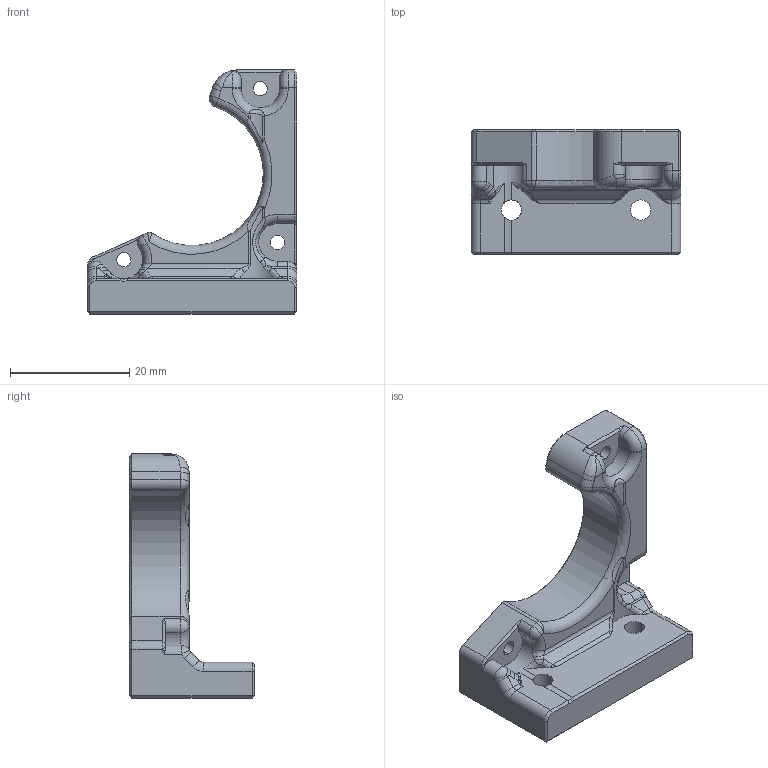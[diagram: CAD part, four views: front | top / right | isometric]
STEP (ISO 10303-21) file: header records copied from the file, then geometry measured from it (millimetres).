
FILE_DESCRIPTION (( 'STEP AP214' ), '1' );
FILE_NAME ('thicker_longboi_alt_z_motor_mount.STEP', '2021-08-22T08:54:08', ( '' ), ( '' ), 'SwSTEP 2.0', 'SolidWorks 2021', '' );
FILE_SCHEMA (( 'AUTOMOTIVE_DESIGN' ));
Length unit declared in the file: millimetre
Products named in the file (1): thicker_longboi_alt_z_motor_mount
Bounding box: 35.2 x 21 x 41 mm (x, y, z)
Volume: 8465.2 mm3; surface area: 3936 mm2
Topology: 1 solids, 1 shells, 174 faces, 420 edges, 243 vertices
Faces by surface type: cylinder 52, plane 49, bspline 34, cone 23, torus 11, sphere 5
Entity records: 6204 total; most frequent: CARTESIAN_POINT 2380, ORIENTED_EDGE 830, DIRECTION 761, EDGE_CURVE 415, AXIS2_PLACEMENT_3D 295, VERTEX_POINT 242, EDGE_LOOP 183, ADVANCED_FACE 174
